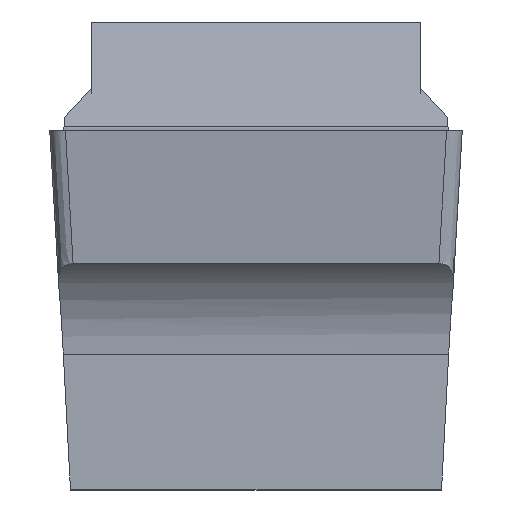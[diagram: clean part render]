
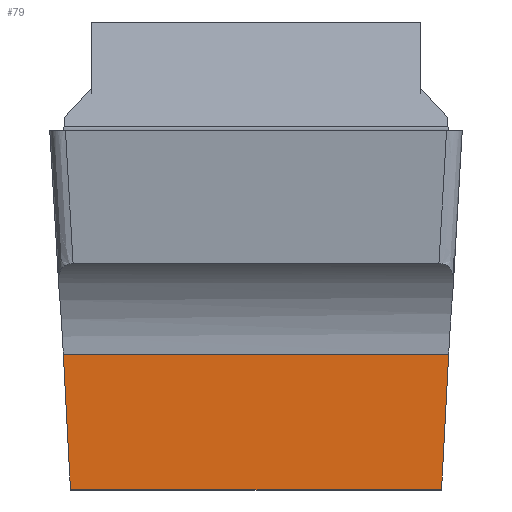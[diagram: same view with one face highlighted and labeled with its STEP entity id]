
A CAD part, front view. The second image highlights one B-rep face of the part: STEP entity #79.
In plain terms, the highlighted planar face has unit normal (0, -1, 0).
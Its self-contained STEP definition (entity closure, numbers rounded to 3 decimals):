
#53=B_SPLINE_CURVE_WITH_KNOTS('',3,(#905,#906,#907,#908),.UNSPECIFIED.,
 .F.,.F.,(4,4),(0.,1.),.UNSPECIFIED.);
#54=B_SPLINE_CURVE_WITH_KNOTS('',3,(#910,#911,#912,#913),.UNSPECIFIED.,
 .F.,.F.,(4,4),(0.,1.),.UNSPECIFIED.);
#79=ADVANCED_FACE('SIDE_IB_1_SU3',(#131),#111,.F.);
#111=PLANE('',#674);
#131=FACE_OUTER_BOUND('',#163,.T.);
#163=EDGE_LOOP('',(#215,#216,#217,#218,#219,#220));
#215=ORIENTED_EDGE('',*,*,#454,.F.);
#216=ORIENTED_EDGE('',*,*,#441,.F.);
#217=ORIENTED_EDGE('',*,*,#455,.F.);
#218=ORIENTED_EDGE('',*,*,#456,.T.);
#219=ORIENTED_EDGE('',*,*,#457,.F.);
#220=ORIENTED_EDGE('',*,*,#458,.T.);
#381=VERTEX_POINT('',#868);
#382=VERTEX_POINT('',#870);
#393=VERTEX_POINT('',#909);
#394=VERTEX_POINT('',#914);
#395=VERTEX_POINT('',#916);
#396=VERTEX_POINT('',#918);
#441=EDGE_CURVE('',#381,#382,#529,.T.);
#454=EDGE_CURVE('',#382,#393,#53,.T.);
#455=EDGE_CURVE('',#394,#381,#54,.T.);
#456=EDGE_CURVE('',#394,#395,#538,.T.);
#457=EDGE_CURVE('',#396,#395,#539,.T.);
#458=EDGE_CURVE('',#396,#393,#540,.T.);
#529=LINE('',#869,#583);
#538=LINE('',#915,#592);
#539=LINE('',#917,#593);
#540=LINE('',#919,#594);
#583=VECTOR('',#710,1.);
#592=VECTOR('',#723,1.);
#593=VECTOR('',#724,1.);
#594=VECTOR('',#725,1.);
#674=AXIS2_PLACEMENT_3D('',#920,#726,#727);
#710=DIRECTION('',(-1.,0.,0.));
#723=DIRECTION('',(0.052,0.,0.999));
#724=DIRECTION('',(1.,0.,0.));
#725=DIRECTION('',(0.052,0.,-0.999));
#726=DIRECTION('',(0.,1.,0.));
#727=DIRECTION('',(0.,0.,1.));
#868=CARTESIAN_POINT('',(2.365,-12.185,-4.584));
#869=CARTESIAN_POINT('',(-2.52,-12.185,-4.584));
#870=CARTESIAN_POINT('',(-2.365,-12.185,-4.584));
#905=CARTESIAN_POINT('',(-2.365,-12.185,-4.584));
#906=CARTESIAN_POINT('',(-2.368,-12.185,-4.533));
#907=CARTESIAN_POINT('',(-2.371,-12.185,-4.482));
#908=CARTESIAN_POINT('',(-2.374,-12.185,-4.431));
#909=CARTESIAN_POINT('',(-2.374,-12.185,-4.431));
#910=CARTESIAN_POINT('',(2.374,-12.185,-4.431));
#911=CARTESIAN_POINT('',(2.371,-12.185,-4.482));
#912=CARTESIAN_POINT('',(2.368,-12.185,-4.533));
#913=CARTESIAN_POINT('',(2.365,-12.185,-4.584));
#914=CARTESIAN_POINT('',(2.374,-12.185,-4.431));
#915=CARTESIAN_POINT('',(2.274,-12.185,-6.335));
#916=CARTESIAN_POINT('',(2.457,-12.185,-2.851));
#917=CARTESIAN_POINT('',(5.,-12.185,-2.851));
#918=CARTESIAN_POINT('',(-2.457,-12.185,-2.851));
#919=CARTESIAN_POINT('',(-2.288,-12.185,-6.071));
#920=CARTESIAN_POINT('',(-2.52,-12.185,-6.084));
